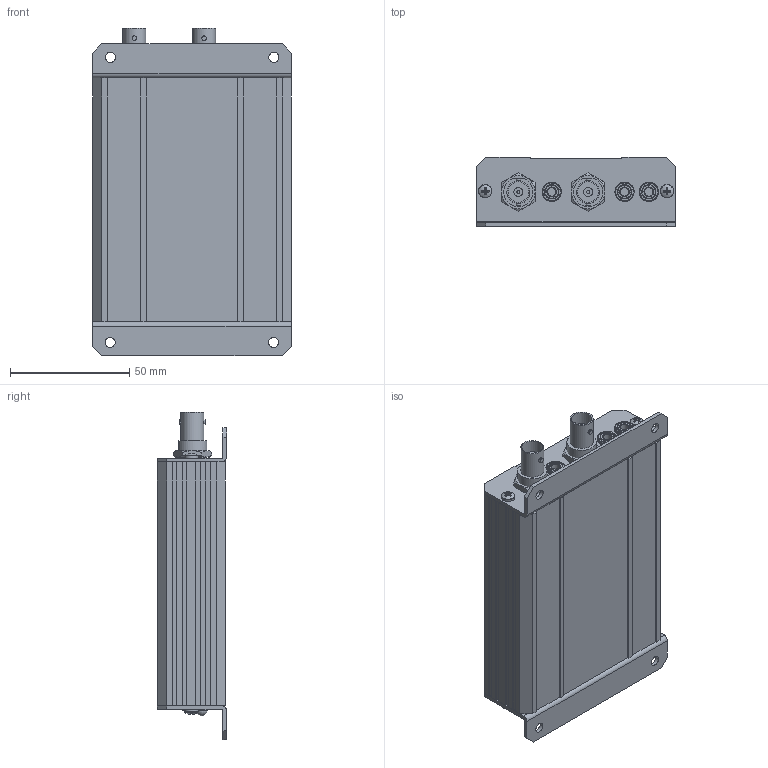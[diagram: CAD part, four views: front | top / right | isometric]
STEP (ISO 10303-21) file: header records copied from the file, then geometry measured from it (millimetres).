
FILE_DESCRIPTION (( 'STEP AP214' ), '1' );
FILE_NAME ('2253S.STEP', '2022-08-05T00:31:25', ( '' ), ( '' ), 'SwSTEP 2.0', 'SolidWorks 2012', '' );
FILE_SCHEMA (( 'AUTOMOTIVE_DESIGN' ));
Length unit declared in the file: inch
Products named in the file (21): pan cross head_ai_CR-PHMS 0.112-40x0.125x0.125-N; 2253S-back_L-Bracket; 2253S-front_L-bracket; 2253TA; TERBLOCK_end block; TERBLOCK; STEREOJACK; BNC_metal body; HDR-2MM_Hirose_6-Pin-Female; HDR-2MM_Hirose_18-Pin- Female; 2253; HDR2X7-2MM; HDR-2MM_Hirose_6 Pin; HDR-2MM_Hirose_18 Pin; HDR3-1.25MM; LED_5mm RA; USB-B; X-tech RS-3010_4.00 in.; 2253S
Assembly tree (31 placements, depth 4):
  2253S
    X-tech RS-3010_4.00 in.
    2253TA
      2253TA
      USB-B
      LED_5mm RA
      2253
        2253
        HDR3-1.25MM
        HDR-2MM_Hirose_18 Pin
        HDR-2MM_Hirose_6 Pin
        HDR2X7-2MM
      HDR-2MM_Hirose_18-Pin- Female
      HDR-2MM_Hirose_6-Pin-Female
      BNC_metal body  x2
      STEREOJACK  x3
      TERBLOCK  x6
      TERBLOCK_end block
    2253S-front_L-bracket
    2253S-back_L-Bracket
    pan cross head_ai_CR-PHMS 0.112-40x0.125x0.125-N  x4
Bounding box: 83.29 x 28.96 x 137.16 mm (x, y, z)
Volume: 92929.5 mm3; surface area: 104294.9 mm2
Topology: 41 solids, 41 shells, 2211 faces, 5574 edges, 3678 vertices
Faces by surface type: plane 1853, cylinder 294, cone 39, bspline 12, torus 8, sphere 5
Full cylindrical faces by diameter (mm): 0.889 x4, 1.27 x8, 1.778 x4, 1.905 x4, 2.845 x4, 3.175 x24, 3.556 x3, 3.81 x2, 4.191 x4, 4.801 x1, 5.08 x3, 5.105 x1, 5.563 x4, 5.994 x6, 6.985 x3, 8.636 x2, 9.652 x2, 12.7 x2
Entity records: 50223 total; most frequent: CARTESIAN_POINT 9315, ORIENTED_EDGE 7628, DIRECTION 7029, EDGE_CURVE 3814, LINE 3285, VECTOR 3285, VERTEX_POINT 2552, AXIS2_PLACEMENT_3D 1872
